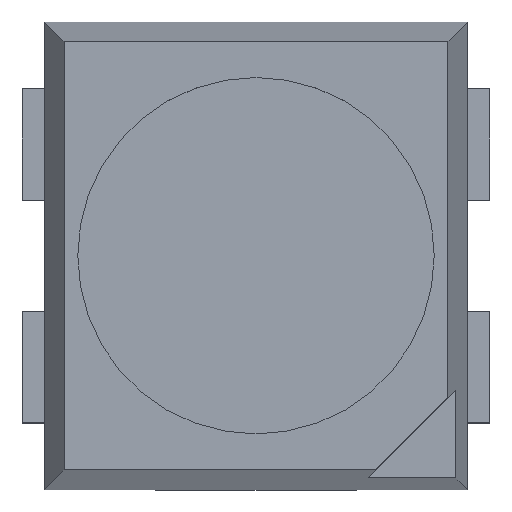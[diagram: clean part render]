
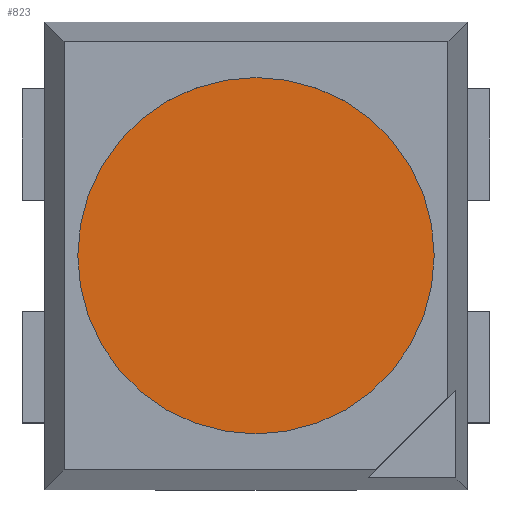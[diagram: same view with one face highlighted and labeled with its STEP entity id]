
A CAD part, top view. The second image highlights one B-rep face of the part: STEP entity #823.
In plain terms, the highlighted planar face has unit normal (0, 0, 1).
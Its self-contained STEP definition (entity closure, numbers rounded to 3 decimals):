
#26=CIRCLE('',#892,0.8);
#38=FACE_OUTER_BOUND('',#88,.T.);
#88=EDGE_LOOP('',(#586));
#368=VERTEX_POINT('',#1203);
#451=EDGE_CURVE('',#368,#368,#26,.T.);
#586=ORIENTED_EDGE('',*,*,#451,.F.);
#773=PLANE('',#893);
#823=ADVANCED_FACE('',(#38),#773,.T.);
#892=AXIS2_PLACEMENT_3D('',#1205,#982,#983);
#893=AXIS2_PLACEMENT_3D('',#1206,#984,#985);
#982=DIRECTION('center_axis',(0.,0.,-1.));
#983=DIRECTION('ref_axis',(1.,0.,0.));
#984=DIRECTION('center_axis',(0.,0.,1.));
#985=DIRECTION('ref_axis',(1.,0.,0.));
#1203=CARTESIAN_POINT('',(-0.8,0.,0.4));
#1205=CARTESIAN_POINT('Origin',(0.,0.,0.4));
#1206=CARTESIAN_POINT('Origin',(0.,0.,0.4));
